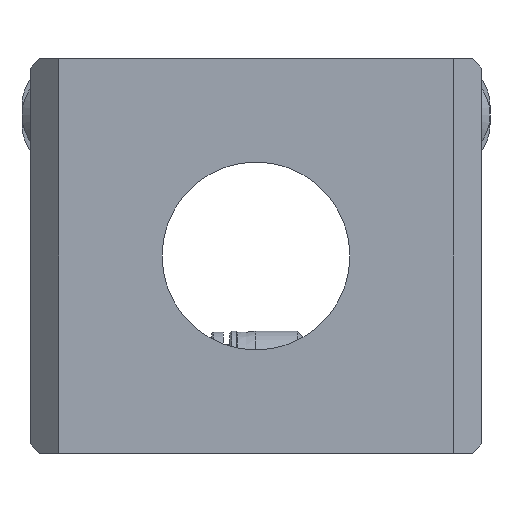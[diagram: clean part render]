
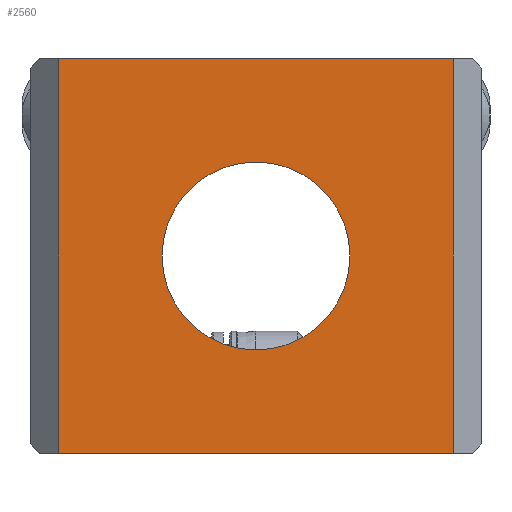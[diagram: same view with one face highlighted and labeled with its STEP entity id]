
A CAD part, left-side view. The second image highlights one B-rep face of the part: STEP entity #2560.
In plain terms, the highlighted planar face has unit normal (-1, 0, 0).
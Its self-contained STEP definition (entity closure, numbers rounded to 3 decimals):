
#391=FACE_BOUND('',#765,.F.);
#440=FACE_OUTER_BOUND('',#766,.F.);
#765=EDGE_LOOP('',(#1155,#1156));
#766=EDGE_LOOP('',(#1157,#1158,#1159,#1160));
#1155=ORIENTED_EDGE('',*,*,#5277,.T.);
#1156=ORIENTED_EDGE('',*,*,#5276,.T.);
#1157=ORIENTED_EDGE('',*,*,#5266,.T.);
#1158=ORIENTED_EDGE('',*,*,#5284,.T.);
#1159=ORIENTED_EDGE('',*,*,#5286,.T.);
#1160=ORIENTED_EDGE('',*,*,#5281,.T.);
#2560=ADVANCED_FACE('',(#391,#440),#2881,.T.);
#2881=PLANE('',#6722);
#4137=LINE('',#9206,#4547);
#4140=LINE('',#9221,#4550);
#4143=LINE('',#9224,#4553);
#4145=LINE('',#9226,#4555);
#4547=VECTOR('',#7155,42.);
#4550=VECTOR('',#7182,42.);
#4553=VECTOR('',#7185,42.);
#4555=VECTOR('',#7187,42.);
#4957=CIRCLE('',#6486,10.);
#4958=CIRCLE('',#6487,10.);
#5266=EDGE_CURVE('',#6296,#6295,#4137,.T.);
#5276=EDGE_CURVE('',#6286,#6285,#4957,.T.);
#5277=EDGE_CURVE('',#6285,#6286,#4958,.T.);
#5281=EDGE_CURVE('',#6282,#6296,#4140,.T.);
#5284=EDGE_CURVE('',#6295,#6281,#4143,.T.);
#5286=EDGE_CURVE('',#6281,#6282,#4145,.T.);
#6281=VERTEX_POINT('',#9088);
#6282=VERTEX_POINT('',#9089);
#6285=VERTEX_POINT('',#9092);
#6286=VERTEX_POINT('',#9093);
#6295=VERTEX_POINT('',#9102);
#6296=VERTEX_POINT('',#9103);
#6486=AXIS2_PLACEMENT_3D('',#9216,#7173,#7174);
#6487=AXIS2_PLACEMENT_3D('',#9217,#7175,#7176);
#6722=AXIS2_PLACEMENT_3D('',#10044,#8007,#8008);
#7155=DIRECTION('',(0.,1.,0.));
#7173=DIRECTION('',(-1.,0.,0.));
#7174=DIRECTION('',(0.,-1.,0.));
#7175=DIRECTION('',(-1.,0.,0.));
#7176=DIRECTION('',(0.,1.,0.));
#7182=DIRECTION('',(0.,0.,-1.));
#7185=DIRECTION('',(0.,0.,1.));
#7187=DIRECTION('',(0.,-1.,0.));
#8007=DIRECTION('',(-1.,0.,0.));
#8008=DIRECTION('',(0.,0.,1.));
#9088=CARTESIAN_POINT('',(0.,21.,21.));
#9089=CARTESIAN_POINT('',(0.,-21.,21.));
#9092=CARTESIAN_POINT('',(0.,10.,0.));
#9093=CARTESIAN_POINT('',(0.,-10.,0.));
#9102=CARTESIAN_POINT('',(0.,21.,-21.));
#9103=CARTESIAN_POINT('',(0.,-21.,-21.));
#9206=CARTESIAN_POINT('',(0.,-21.,-21.));
#9216=CARTESIAN_POINT('',(0.,0.,0.));
#9217=CARTESIAN_POINT('',(0.,0.,0.));
#9221=CARTESIAN_POINT('',(0.,-21.,21.));
#9224=CARTESIAN_POINT('',(0.,21.,-21.));
#9226=CARTESIAN_POINT('',(0.,21.,21.));
#10044=CARTESIAN_POINT('',(0.,-24.48,-21.48));
